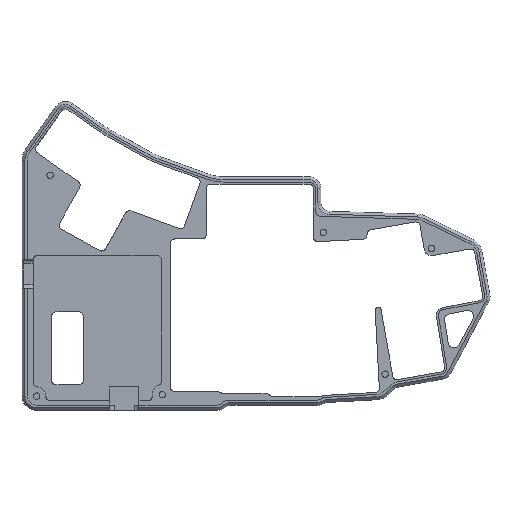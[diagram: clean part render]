
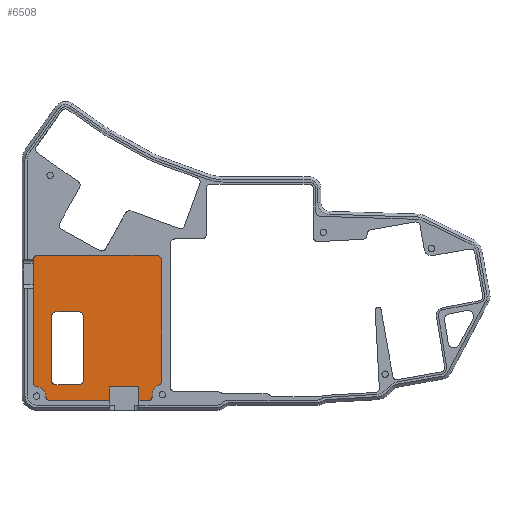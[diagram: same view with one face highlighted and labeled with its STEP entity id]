
A CAD part, front view. The second image highlights one B-rep face of the part: STEP entity #6508.
In plain terms, the highlighted planar face has unit normal (0, -1, 0).
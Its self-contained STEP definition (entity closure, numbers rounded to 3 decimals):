
#187=FACE_BOUND('',#799,.T.);
#206=PLANE('',#7029);
#393=FACE_OUTER_BOUND('',#798,.T.);
#798=EDGE_LOOP('',(#4681,#4682,#4683,#4684,#4685,#4686,#4687,#4688,#4689,
#4690,#4691,#4692,#4693,#4694,#4695,#4696,#4697,#4698));
#799=EDGE_LOOP('',(#4699,#4700,#4701,#4702,#4703,#4704,#4705,#4706));
#1198=LINE('',#9571,#1861);
#1207=LINE('',#9589,#1870);
#1209=LINE('',#9593,#1872);
#1324=LINE('',#10037,#1987);
#1325=LINE('',#10041,#1988);
#1326=LINE('',#10047,#1989);
#1327=LINE('',#10051,#1990);
#1328=LINE('',#10055,#1991);
#1329=LINE('',#10061,#1992);
#1330=LINE('',#10064,#1993);
#1331=LINE('',#10067,#1994);
#1332=LINE('',#10071,#1995);
#1333=LINE('',#10075,#1996);
#1334=LINE('',#10079,#1997);
#1861=VECTOR('',#7593,10.);
#1870=VECTOR('',#7608,10.);
#1872=VECTOR('',#7612,10.);
#1987=VECTOR('',#7959,10.);
#1988=VECTOR('',#7962,10.);
#1989=VECTOR('',#7967,10.);
#1990=VECTOR('',#7970,10.);
#1991=VECTOR('',#7973,10.);
#1992=VECTOR('',#7978,10.);
#1993=VECTOR('',#7981,10.);
#1994=VECTOR('',#7982,10.);
#1995=VECTOR('',#7985,10.);
#1996=VECTOR('',#7988,10.);
#1997=VECTOR('',#7991,10.);
#2616=CIRCLE('',#7030,1.5);
#2617=CIRCLE('',#7031,3.454);
#2618=CIRCLE('',#7032,1.5);
#2619=CIRCLE('',#7033,1.5);
#2620=CIRCLE('',#7034,1.5);
#2621=CIRCLE('',#7035,1.5);
#2622=CIRCLE('',#7036,3.184);
#2623=CIRCLE('',#7037,1.5);
#2624=CIRCLE('',#7038,1.5);
#2625=CIRCLE('',#7039,1.5);
#2626=CIRCLE('',#7040,1.5);
#2627=CIRCLE('',#7041,1.5);
#2804=VERTEX_POINT('',#9568);
#2805=VERTEX_POINT('',#9570);
#2811=VERTEX_POINT('',#9588);
#2812=VERTEX_POINT('',#9592);
#3025=VERTEX_POINT('',#10036);
#3026=VERTEX_POINT('',#10038);
#3027=VERTEX_POINT('',#10040);
#3028=VERTEX_POINT('',#10042);
#3029=VERTEX_POINT('',#10044);
#3030=VERTEX_POINT('',#10046);
#3031=VERTEX_POINT('',#10048);
#3032=VERTEX_POINT('',#10050);
#3033=VERTEX_POINT('',#10052);
#3034=VERTEX_POINT('',#10054);
#3035=VERTEX_POINT('',#10056);
#3036=VERTEX_POINT('',#10058);
#3037=VERTEX_POINT('',#10060);
#3038=VERTEX_POINT('',#10062);
#3039=VERTEX_POINT('',#10065);
#3040=VERTEX_POINT('',#10066);
#3041=VERTEX_POINT('',#10068);
#3042=VERTEX_POINT('',#10070);
#3043=VERTEX_POINT('',#10072);
#3044=VERTEX_POINT('',#10074);
#3045=VERTEX_POINT('',#10076);
#3046=VERTEX_POINT('',#10078);
#3417=EDGE_CURVE('',#2804,#2805,#1198,.T.);
#3426=EDGE_CURVE('',#2805,#2811,#1207,.T.);
#3428=EDGE_CURVE('',#2811,#2812,#1209,.T.);
#3650=EDGE_CURVE('',#2804,#3025,#1324,.T.);
#3651=EDGE_CURVE('',#3026,#3025,#2616,.T.);
#3652=EDGE_CURVE('',#3026,#3027,#1325,.T.);
#3653=EDGE_CURVE('',#3027,#3028,#2617,.T.);
#3654=EDGE_CURVE('',#3029,#3028,#2618,.T.);
#3655=EDGE_CURVE('',#3029,#3030,#1326,.T.);
#3656=EDGE_CURVE('',#3031,#3030,#2619,.T.);
#3657=EDGE_CURVE('',#3031,#3032,#1327,.T.);
#3658=EDGE_CURVE('',#3033,#3032,#2620,.T.);
#3659=EDGE_CURVE('',#3033,#3034,#1328,.T.);
#3660=EDGE_CURVE('',#3035,#3034,#2621,.T.);
#3661=EDGE_CURVE('',#3035,#3036,#2622,.T.);
#3662=EDGE_CURVE('',#3036,#3037,#1329,.T.);
#3663=EDGE_CURVE('',#3038,#3037,#2623,.T.);
#3664=EDGE_CURVE('',#3038,#2812,#1330,.T.);
#3665=EDGE_CURVE('',#3039,#3040,#1331,.T.);
#3666=EDGE_CURVE('',#3039,#3041,#2624,.T.);
#3667=EDGE_CURVE('',#3042,#3041,#1332,.T.);
#3668=EDGE_CURVE('',#3042,#3043,#2625,.T.);
#3669=EDGE_CURVE('',#3044,#3043,#1333,.T.);
#3670=EDGE_CURVE('',#3044,#3045,#2626,.T.);
#3671=EDGE_CURVE('',#3046,#3045,#1334,.T.);
#3672=EDGE_CURVE('',#3046,#3040,#2627,.T.);
#4681=ORIENTED_EDGE('',*,*,#3417,.F.);
#4682=ORIENTED_EDGE('',*,*,#3650,.T.);
#4683=ORIENTED_EDGE('',*,*,#3651,.F.);
#4684=ORIENTED_EDGE('',*,*,#3652,.T.);
#4685=ORIENTED_EDGE('',*,*,#3653,.T.);
#4686=ORIENTED_EDGE('',*,*,#3654,.F.);
#4687=ORIENTED_EDGE('',*,*,#3655,.T.);
#4688=ORIENTED_EDGE('',*,*,#3656,.F.);
#4689=ORIENTED_EDGE('',*,*,#3657,.T.);
#4690=ORIENTED_EDGE('',*,*,#3658,.F.);
#4691=ORIENTED_EDGE('',*,*,#3659,.T.);
#4692=ORIENTED_EDGE('',*,*,#3660,.F.);
#4693=ORIENTED_EDGE('',*,*,#3661,.T.);
#4694=ORIENTED_EDGE('',*,*,#3662,.T.);
#4695=ORIENTED_EDGE('',*,*,#3663,.F.);
#4696=ORIENTED_EDGE('',*,*,#3664,.T.);
#4697=ORIENTED_EDGE('',*,*,#3428,.F.);
#4698=ORIENTED_EDGE('',*,*,#3426,.F.);
#4699=ORIENTED_EDGE('',*,*,#3665,.F.);
#4700=ORIENTED_EDGE('',*,*,#3666,.T.);
#4701=ORIENTED_EDGE('',*,*,#3667,.F.);
#4702=ORIENTED_EDGE('',*,*,#3668,.T.);
#4703=ORIENTED_EDGE('',*,*,#3669,.F.);
#4704=ORIENTED_EDGE('',*,*,#3670,.T.);
#4705=ORIENTED_EDGE('',*,*,#3671,.F.);
#4706=ORIENTED_EDGE('',*,*,#3672,.T.);
#6508=ADVANCED_FACE('',(#393,#187),#206,.F.);
#7029=AXIS2_PLACEMENT_3D('',#10035,#7957,#7958);
#7030=AXIS2_PLACEMENT_3D('',#10039,#7960,#7961);
#7031=AXIS2_PLACEMENT_3D('',#10043,#7963,#7964);
#7032=AXIS2_PLACEMENT_3D('',#10045,#7965,#7966);
#7033=AXIS2_PLACEMENT_3D('',#10049,#7968,#7969);
#7034=AXIS2_PLACEMENT_3D('',#10053,#7971,#7972);
#7035=AXIS2_PLACEMENT_3D('',#10057,#7974,#7975);
#7036=AXIS2_PLACEMENT_3D('',#10059,#7976,#7977);
#7037=AXIS2_PLACEMENT_3D('',#10063,#7979,#7980);
#7038=AXIS2_PLACEMENT_3D('',#10069,#7983,#7984);
#7039=AXIS2_PLACEMENT_3D('',#10073,#7986,#7987);
#7040=AXIS2_PLACEMENT_3D('',#10077,#7989,#7990);
#7041=AXIS2_PLACEMENT_3D('',#10080,#7992,#7993);
#7593=DIRECTION('',(0.,0.,1.));
#7608=DIRECTION('',(-1.,0.,0.));
#7612=DIRECTION('',(0.,0.,-1.));
#7957=DIRECTION('center_axis',(0.,1.,0.));
#7958=DIRECTION('ref_axis',(-1.,0.,0.));
#7959=DIRECTION('',(1.,0.,0.));
#7960=DIRECTION('center_axis',(0.,1.,0.));
#7961=DIRECTION('ref_axis',(0.707,0.,-0.707));
#7962=DIRECTION('',(0.,0.,1.));
#7963=DIRECTION('center_axis',(0.,1.,0.));
#7964=DIRECTION('ref_axis',(-1.,0.,0.));
#7965=DIRECTION('center_axis',(0.,1.,0.));
#7966=DIRECTION('ref_axis',(0.824,0.,-0.566));
#7967=DIRECTION('',(0.,0.,1.));
#7968=DIRECTION('center_axis',(0.,1.,0.));
#7969=DIRECTION('ref_axis',(0.707,0.,0.707));
#7970=DIRECTION('',(-1.,0.,0.));
#7971=DIRECTION('center_axis',(0.,1.,0.));
#7972=DIRECTION('ref_axis',(-0.707,0.,0.707));
#7973=DIRECTION('',(0.,0.,-1.));
#7974=DIRECTION('center_axis',(0.,1.,0.));
#7975=DIRECTION('ref_axis',(1.,0.,0.));
#7976=DIRECTION('center_axis',(0.,1.,0.));
#7977=DIRECTION('ref_axis',(-1.,0.,0.));
#7978=DIRECTION('',(0.,0.,-1.));
#7979=DIRECTION('center_axis',(0.,1.,0.));
#7980=DIRECTION('ref_axis',(-0.707,0.,-0.707));
#7981=DIRECTION('',(1.,0.,0.));
#7982=DIRECTION('',(0.,0.,1.));
#7983=DIRECTION('center_axis',(0.,1.,0.));
#7984=DIRECTION('ref_axis',(0.707,0.,-0.707));
#7985=DIRECTION('',(1.,0.,0.));
#7986=DIRECTION('center_axis',(0.,1.,0.));
#7987=DIRECTION('ref_axis',(-0.707,0.,-0.707));
#7988=DIRECTION('',(0.,0.,-1.));
#7989=DIRECTION('center_axis',(0.,1.,0.));
#7990=DIRECTION('ref_axis',(-0.707,0.,0.707));
#7991=DIRECTION('',(-1.,0.,0.));
#7992=DIRECTION('center_axis',(0.,1.,0.));
#7993=DIRECTION('ref_axis',(0.707,0.,0.707));
#9568=CARTESIAN_POINT('',(34.997,3.,-1.568));
#9570=CARTESIAN_POINT('',(34.996,3.,3.141));
#9571=CARTESIAN_POINT('',(34.994,3.,9.204));
#9588=CARTESIAN_POINT('',(24.996,3.,3.138));
#9589=CARTESIAN_POINT('',(25.387,3.,3.139));
#9592=CARTESIAN_POINT('',(24.997,3.,-1.568));
#9593=CARTESIAN_POINT('',(24.994,3.,9.201));
#10035=CARTESIAN_POINT('Origin',(20.772,3.,23.262));
#10036=CARTESIAN_POINT('',(38.046,3.,-1.568));
#10037=CARTESIAN_POINT('',(39.546,3.,-1.568));
#10038=CARTESIAN_POINT('',(39.546,3.,-0.068));
#10039=CARTESIAN_POINT('Origin',(38.046,3.,-0.068));
#10040=CARTESIAN_POINT('',(39.546,3.,0.5));
#10041=CARTESIAN_POINT('',(39.546,3.,0.5));
#10042=CARTESIAN_POINT('',(41.763,3.,3.725));
#10043=CARTESIAN_POINT('Origin',(43.,3.,0.5));
#10044=CARTESIAN_POINT('',(42.725,3.,5.126));
#10045=CARTESIAN_POINT('Origin',(41.225,3.,5.125));
#10046=CARTESIAN_POINT('',(42.714,3.,46.593));
#10047=CARTESIAN_POINT('',(42.726,3.,3.943));
#10048=CARTESIAN_POINT('',(41.214,3.,48.093));
#10049=CARTESIAN_POINT('Origin',(41.214,3.,46.593));
#10050=CARTESIAN_POINT('',(0.318,3.,48.092));
#10051=CARTESIAN_POINT('',(42.713,3.,48.093));
#10052=CARTESIAN_POINT('',(-1.182,3.,46.592));
#10053=CARTESIAN_POINT('Origin',(0.318,3.,46.592));
#10054=CARTESIAN_POINT('',(-1.182,3.,4.673));
#10055=CARTESIAN_POINT('',(-1.182,3.,48.092));
#10056=CARTESIAN_POINT('',(0.216,3.,3.176));
#10057=CARTESIAN_POINT('Origin',(0.318,3.,4.673));
#10058=CARTESIAN_POINT('',(3.184,3.,0.));
#10059=CARTESIAN_POINT('Origin',(0.,3.,0.));
#10060=CARTESIAN_POINT('',(3.184,3.,-0.068));
#10061=CARTESIAN_POINT('',(3.184,3.,0.));
#10062=CARTESIAN_POINT('',(4.684,3.,-1.568));
#10063=CARTESIAN_POINT('Origin',(4.684,3.,-0.068));
#10064=CARTESIAN_POINT('',(39.546,3.,-1.568));
#10065=CARTESIAN_POINT('',(15.929,3.,5.311));
#10066=CARTESIAN_POINT('',(15.929,3.,27.311));
#10067=CARTESIAN_POINT('',(15.929,3.,13.537));
#10068=CARTESIAN_POINT('',(14.429,3.,3.811));
#10069=CARTESIAN_POINT('Origin',(14.429,3.,5.311));
#10070=CARTESIAN_POINT('',(6.629,3.,3.811));
#10071=CARTESIAN_POINT('',(12.95,3.,3.811));
#10072=CARTESIAN_POINT('',(5.129,3.,5.311));
#10073=CARTESIAN_POINT('Origin',(6.629,3.,5.311));
#10074=CARTESIAN_POINT('',(5.129,3.,27.311));
#10075=CARTESIAN_POINT('',(5.129,3.,26.037));
#10076=CARTESIAN_POINT('',(6.629,3.,28.811));
#10077=CARTESIAN_POINT('Origin',(6.629,3.,27.311));
#10078=CARTESIAN_POINT('',(14.429,3.,28.811));
#10079=CARTESIAN_POINT('',(18.35,3.,28.811));
#10080=CARTESIAN_POINT('Origin',(14.429,3.,27.311));
